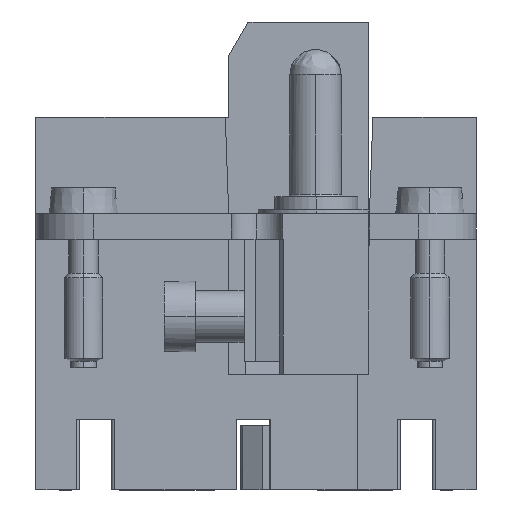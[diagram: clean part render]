
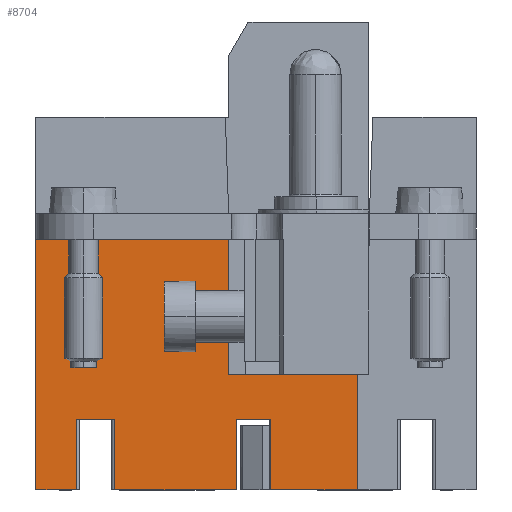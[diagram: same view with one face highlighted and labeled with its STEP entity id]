
A CAD part, front view. The second image highlights one B-rep face of the part: STEP entity #8704.
In plain terms, the highlighted planar face has unit normal (0, -1, 0).
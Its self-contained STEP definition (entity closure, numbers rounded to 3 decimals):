
#8604=AXIS2_PLACEMENT_3D('Plane Axis2P3D',#8601,#8602,#8603) ;
#7236=CARTESIAN_POINT('Vertex',(0.,10.65,19.5)) ;
#7239=CARTESIAN_POINT('Line Origine',(7.5,10.65,19.5)) ;
#7243=CARTESIAN_POINT('Vertex',(15.,10.65,19.5)) ;
#7785=CARTESIAN_POINT('Vertex',(0.,10.65,0.)) ;
#7788=CARTESIAN_POINT('Line Origine',(0.,10.65,9.75)) ;
#8601=CARTESIAN_POINT('Axis2P3D Location',(0.,10.65,0.)) ;
#8606=CARTESIAN_POINT('Line Origine',(15.,10.65,14.25)) ;
#8610=CARTESIAN_POINT('Vertex',(15.,10.65,9.)) ;
#8613=CARTESIAN_POINT('Line Origine',(1.581,10.65,0.)) ;
#8617=CARTESIAN_POINT('Vertex',(3.162,10.65,0.)) ;
#8620=CARTESIAN_POINT('Line Origine',(3.162,10.65,2.75)) ;
#8624=CARTESIAN_POINT('Vertex',(3.162,10.65,5.5)) ;
#8627=CARTESIAN_POINT('Line Origine',(4.65,10.65,5.5)) ;
#8631=CARTESIAN_POINT('Vertex',(6.137,10.65,5.5)) ;
#8634=CARTESIAN_POINT('Line Origine',(6.137,10.65,2.75)) ;
#8638=CARTESIAN_POINT('Vertex',(6.137,10.65,0.)) ;
#8641=CARTESIAN_POINT('Line Origine',(10.869,10.65,0.)) ;
#8645=CARTESIAN_POINT('Vertex',(15.6,10.65,0.)) ;
#8648=CARTESIAN_POINT('Line Origine',(15.6,10.65,2.75)) ;
#8652=CARTESIAN_POINT('Vertex',(15.6,10.65,5.5)) ;
#8655=CARTESIAN_POINT('Line Origine',(16.93,10.65,5.5)) ;
#8659=CARTESIAN_POINT('Vertex',(18.26,10.65,5.5)) ;
#8662=CARTESIAN_POINT('Line Origine',(18.26,10.65,2.75)) ;
#8666=CARTESIAN_POINT('Vertex',(18.26,10.65,0.)) ;
#8669=CARTESIAN_POINT('Line Origine',(21.63,10.65,0.)) ;
#8673=CARTESIAN_POINT('Vertex',(25.,10.65,0.)) ;
#8676=CARTESIAN_POINT('Line Origine',(25.,10.65,4.5)) ;
#8680=CARTESIAN_POINT('Vertex',(25.,10.65,9.)) ;
#8683=CARTESIAN_POINT('Line Origine',(20.,10.65,9.)) ;
#7240=DIRECTION('Vector Direction',(-1.,0.,0.)) ;
#7789=DIRECTION('Vector Direction',(0.,0.,-1.)) ;
#8602=DIRECTION('Axis2P3D Direction',(0.,-1.,0.)) ;
#8603=DIRECTION('Axis2P3D XDirection',(0.,0.,1.)) ;
#8607=DIRECTION('Vector Direction',(0.,0.,1.)) ;
#8614=DIRECTION('Vector Direction',(-1.,0.,0.)) ;
#8621=DIRECTION('Vector Direction',(0.,0.,1.)) ;
#8628=DIRECTION('Vector Direction',(1.,0.,0.)) ;
#8635=DIRECTION('Vector Direction',(0.,0.,-1.)) ;
#8642=DIRECTION('Vector Direction',(1.,0.,0.)) ;
#8649=DIRECTION('Vector Direction',(0.,0.,1.)) ;
#8656=DIRECTION('Vector Direction',(1.,0.,0.)) ;
#8663=DIRECTION('Vector Direction',(0.,0.,-1.)) ;
#8670=DIRECTION('Vector Direction',(1.,0.,0.)) ;
#8677=DIRECTION('Vector Direction',(0.,0.,1.)) ;
#8684=DIRECTION('Vector Direction',(-1.,0.,0.)) ;
#7241=VECTOR('Line Direction',#7240,1.) ;
#7790=VECTOR('Line Direction',#7789,1.) ;
#8608=VECTOR('Line Direction',#8607,1.) ;
#8615=VECTOR('Line Direction',#8614,1.) ;
#8622=VECTOR('Line Direction',#8621,1.) ;
#8629=VECTOR('Line Direction',#8628,1.) ;
#8636=VECTOR('Line Direction',#8635,1.) ;
#8643=VECTOR('Line Direction',#8642,1.) ;
#8650=VECTOR('Line Direction',#8649,1.) ;
#8657=VECTOR('Line Direction',#8656,1.) ;
#8664=VECTOR('Line Direction',#8663,1.) ;
#8671=VECTOR('Line Direction',#8670,1.) ;
#8678=VECTOR('Line Direction',#8677,1.) ;
#8685=VECTOR('Line Direction',#8684,1.) ;
#8689=ORIENTED_EDGE('',*,*,#8612,.T.) ;
#8690=ORIENTED_EDGE('',*,*,#7245,.T.) ;
#8691=ORIENTED_EDGE('',*,*,#7792,.T.) ;
#8692=ORIENTED_EDGE('',*,*,#8619,.F.) ;
#8693=ORIENTED_EDGE('',*,*,#8626,.T.) ;
#8694=ORIENTED_EDGE('',*,*,#8633,.T.) ;
#8695=ORIENTED_EDGE('',*,*,#8640,.T.) ;
#8696=ORIENTED_EDGE('',*,*,#8647,.T.) ;
#8697=ORIENTED_EDGE('',*,*,#8654,.T.) ;
#8698=ORIENTED_EDGE('',*,*,#8661,.T.) ;
#8699=ORIENTED_EDGE('',*,*,#8668,.T.) ;
#8700=ORIENTED_EDGE('',*,*,#8675,.T.) ;
#8701=ORIENTED_EDGE('',*,*,#8682,.T.) ;
#8702=ORIENTED_EDGE('',*,*,#8687,.T.) ;
#8704=ADVANCED_FACE('Brep With Voids',(#8703),#8605,.T.) ;
#7245=EDGE_CURVE('',#7244,#7237,#7242,.T.) ;
#7792=EDGE_CURVE('',#7237,#7786,#7791,.T.) ;
#8612=EDGE_CURVE('',#8611,#7244,#8609,.T.) ;
#8619=EDGE_CURVE('',#8618,#7786,#8616,.T.) ;
#8626=EDGE_CURVE('',#8618,#8625,#8623,.T.) ;
#8633=EDGE_CURVE('',#8625,#8632,#8630,.T.) ;
#8640=EDGE_CURVE('',#8632,#8639,#8637,.T.) ;
#8647=EDGE_CURVE('',#8639,#8646,#8644,.T.) ;
#8654=EDGE_CURVE('',#8646,#8653,#8651,.T.) ;
#8661=EDGE_CURVE('',#8653,#8660,#8658,.T.) ;
#8668=EDGE_CURVE('',#8660,#8667,#8665,.T.) ;
#8675=EDGE_CURVE('',#8667,#8674,#8672,.T.) ;
#8682=EDGE_CURVE('',#8674,#8681,#8679,.T.) ;
#8687=EDGE_CURVE('',#8681,#8611,#8686,.T.) ;
#8688=EDGE_LOOP('',(#8689,#8690,#8691,#8692,#8693,#8694,#8695,#8696,#8697,#8698,#8699,#8700,#8701,#8702)) ;
#8703=FACE_OUTER_BOUND('',#8688,.T.) ;
#7242=LINE('Line',#7239,#7241) ;
#7791=LINE('Line',#7788,#7790) ;
#8609=LINE('Line',#8606,#8608) ;
#8616=LINE('Line',#8613,#8615) ;
#8623=LINE('Line',#8620,#8622) ;
#8630=LINE('Line',#8627,#8629) ;
#8637=LINE('Line',#8634,#8636) ;
#8644=LINE('Line',#8641,#8643) ;
#8651=LINE('Line',#8648,#8650) ;
#8658=LINE('Line',#8655,#8657) ;
#8665=LINE('Line',#8662,#8664) ;
#8672=LINE('Line',#8669,#8671) ;
#8679=LINE('Line',#8676,#8678) ;
#8686=LINE('Line',#8683,#8685) ;
#8605=PLANE('',#8604) ;
#7237=VERTEX_POINT('',#7236) ;
#7244=VERTEX_POINT('',#7243) ;
#7786=VERTEX_POINT('',#7785) ;
#8611=VERTEX_POINT('',#8610) ;
#8618=VERTEX_POINT('',#8617) ;
#8625=VERTEX_POINT('',#8624) ;
#8632=VERTEX_POINT('',#8631) ;
#8639=VERTEX_POINT('',#8638) ;
#8646=VERTEX_POINT('',#8645) ;
#8653=VERTEX_POINT('',#8652) ;
#8660=VERTEX_POINT('',#8659) ;
#8667=VERTEX_POINT('',#8666) ;
#8674=VERTEX_POINT('',#8673) ;
#8681=VERTEX_POINT('',#8680) ;
